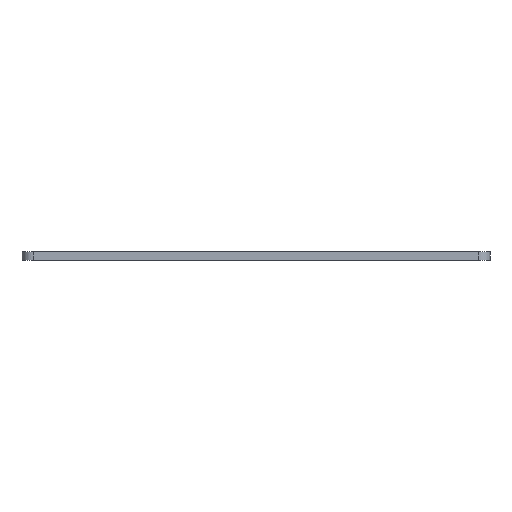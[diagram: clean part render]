
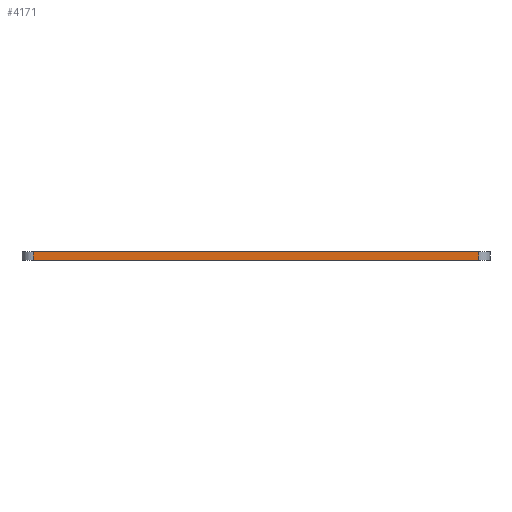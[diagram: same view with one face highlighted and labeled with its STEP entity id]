
A CAD part, left-side view. The second image highlights one B-rep face of the part: STEP entity #4171.
In plain terms, the highlighted planar face has unit normal (-1, 0, 0).
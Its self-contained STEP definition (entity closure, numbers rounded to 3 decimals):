
#146 = VERTEX_POINT('',#147);
#147 = CARTESIAN_POINT('',(67.85,-34.3,0.));
#154 = EDGE_CURVE('',#155,#146,#157,.T.);
#155 = VERTEX_POINT('',#156);
#156 = CARTESIAN_POINT('',(67.85,-115.3,0.));
#157 = LINE('',#158,#159);
#158 = CARTESIAN_POINT('',(67.85,-115.3,0.));
#159 = VECTOR('',#160,1.);
#160 = DIRECTION('',(0.,1.,0.));
#2145 = VERTEX_POINT('',#2146);
#2146 = CARTESIAN_POINT('',(67.85,-34.3,1.51));
#2153 = EDGE_CURVE('',#2154,#2145,#2156,.T.);
#2154 = VERTEX_POINT('',#2155);
#2155 = CARTESIAN_POINT('',(67.85,-115.3,1.51));
#2156 = LINE('',#2157,#2158);
#2157 = CARTESIAN_POINT('',(67.85,-115.3,1.51));
#2158 = VECTOR('',#2159,1.);
#2159 = DIRECTION('',(0.,1.,0.));
#4141 = EDGE_CURVE('',#146,#2145,#4142,.T.);
#4142 = LINE('',#4143,#4144);
#4143 = CARTESIAN_POINT('',(67.85,-34.3,0.));
#4144 = VECTOR('',#4145,1.);
#4145 = DIRECTION('',(0.,0.,1.));
#4171 = ADVANCED_FACE('',(#4172),#4183,.T.);
#4172 = FACE_BOUND('',#4173,.T.);
#4173 = EDGE_LOOP('',(#4174,#4180,#4181,#4182));
#4174 = ORIENTED_EDGE('',*,*,#4175,.T.);
#4175 = EDGE_CURVE('',#155,#2154,#4176,.T.);
#4176 = LINE('',#4177,#4178);
#4177 = CARTESIAN_POINT('',(67.85,-115.3,0.));
#4178 = VECTOR('',#4179,1.);
#4179 = DIRECTION('',(0.,0.,1.));
#4180 = ORIENTED_EDGE('',*,*,#2153,.T.);
#4181 = ORIENTED_EDGE('',*,*,#4141,.F.);
#4182 = ORIENTED_EDGE('',*,*,#154,.F.);
#4183 = PLANE('',#4184);
#4184 = AXIS2_PLACEMENT_3D('',#4185,#4186,#4187);
#4185 = CARTESIAN_POINT('',(67.85,-115.3,0.));
#4186 = DIRECTION('',(-1.,0.,0.));
#4187 = DIRECTION('',(0.,1.,0.));
